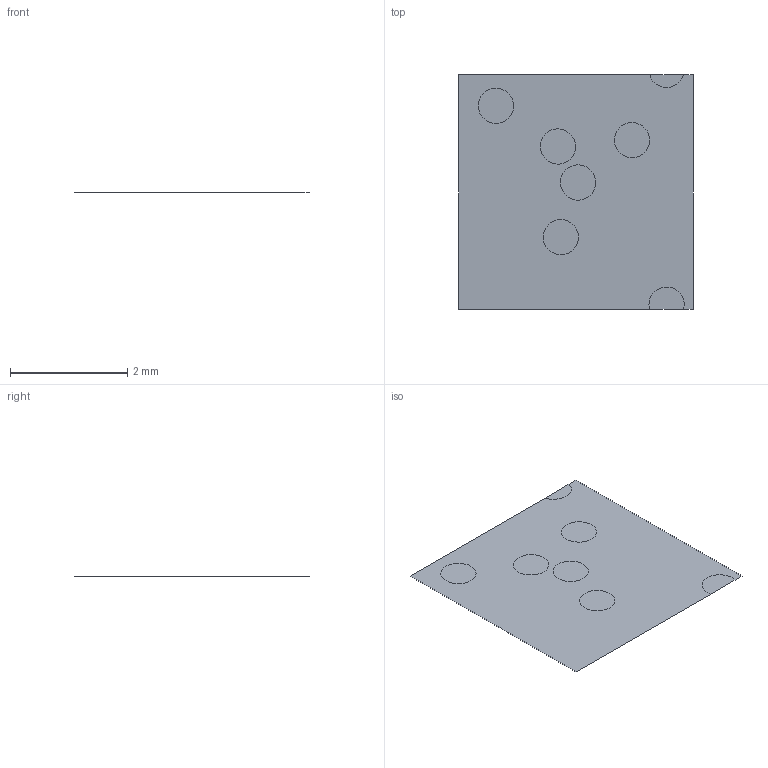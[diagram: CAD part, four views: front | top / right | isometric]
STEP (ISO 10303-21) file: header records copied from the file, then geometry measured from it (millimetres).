
FILE_DESCRIPTION(('Open CASCADE Model'),'2;1');
FILE_NAME('Open CASCADE Shape Model','2021-11-23T09:50:13',('Author'),( 'Open CASCADE'),'Open CASCADE STEP processor 7.6','Open CASCADE 7.6' ,'Unknown');
FILE_SCHEMA(('AUTOMOTIVE_DESIGN { 1 0 10303 214 1 1 1 1 }'));
Length unit declared in the file: millimetre
Products named in the file (9): Open CASCADE STEP translator 7.6 2; Open CASCADE STEP translator 7.6 2.1; Open CASCADE STEP translator 7.6 2.2; Open CASCADE STEP translator 7.6 2.3; Open CASCADE STEP translator 7.6 2.4; Open CASCADE STEP translator 7.6 2.5; Open CASCADE STEP translator 7.6 2.6; Open CASCADE STEP translator 7.6 2.7; Open CASCADE STEP translator 7.6 2.8
Assembly tree (8 placements, depth 2):
  Open CASCADE STEP translator 7.6 2
    Open CASCADE STEP translator 7.6 2.1
    Open CASCADE STEP translator 7.6 2.2
    Open CASCADE STEP translator 7.6 2.3
    Open CASCADE STEP translator 7.6 2.4
    Open CASCADE STEP translator 7.6 2.5
    Open CASCADE STEP translator 7.6 2.6
    Open CASCADE STEP translator 7.6 2.7
    Open CASCADE STEP translator 7.6 2.8
Bounding box: 4 x 4 x 0 mm (x, y, z)
Surface area: 16 mm2 (no closed solid volume)
Topology: 0 solids, 8 shells, 8 faces, 24 edges, 24 vertices
Faces by surface type: plane 8
Entity records: 626 total; most frequent: DIRECTION 98, CARTESIAN_POINT 89, AXIS2_PLACEMENT_3D 33, ORIENTED_EDGE 24, EDGE_CURVE 24, VERTEX_POINT 24, SURFACE_CURVE 24, PCURVE 24
